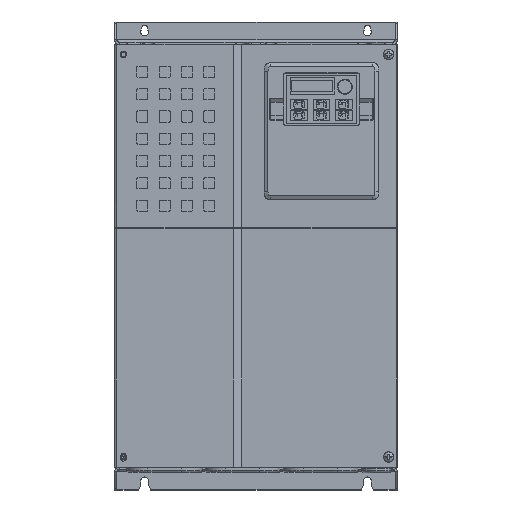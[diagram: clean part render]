
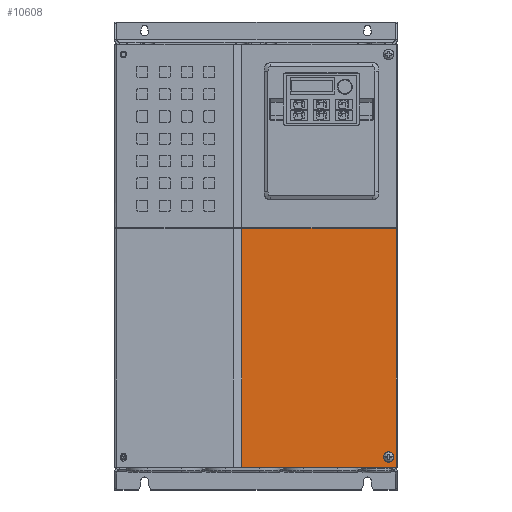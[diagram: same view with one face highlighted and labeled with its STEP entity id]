
A CAD part, top view. The second image highlights one B-rep face of the part: STEP entity #10608.
In plain terms, the highlighted planar face has unit normal (0, 0, -1).
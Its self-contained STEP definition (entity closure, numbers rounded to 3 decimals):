
#506=FACE_BOUND('',#17962,.T.);
#5088=B_SPLINE_CURVE_WITH_KNOTS('',1,(#98796,#98797),.UNSPECIFIED.,.F.,
 .F.,(2,2),(-214.5,0.),.UNSPECIFIED.);
#5091=B_SPLINE_CURVE_WITH_KNOTS('',1,(#98802,#98803),.UNSPECIFIED.,.F.,
 .F.,(2,2),(0.,138.824),.UNSPECIFIED.);
#5092=B_SPLINE_CURVE_WITH_KNOTS('',1,(#98804,#98805),.UNSPECIFIED.,.F.,
 .F.,(2,2),(0.,214.5),.UNSPECIFIED.);
#5093=B_SPLINE_CURVE_WITH_KNOTS('',1,(#98806,#98807),.UNSPECIFIED.,.F.,
 .F.,(2,2),(0.,138.824),.UNSPECIFIED.);
#10608=ADVANCED_FACE('',(#14056,#506),#57552,.T.);
#14056=FACE_OUTER_BOUND('',#17961,.T.);
#17961=EDGE_LOOP('',(#30950,#30951,#30952,#30953));
#17962=EDGE_LOOP('',(#30954,#30955));
#30950=ORIENTED_EDGE('',*,*,#44071,.T.);
#30951=ORIENTED_EDGE('',*,*,#44074,.T.);
#30952=ORIENTED_EDGE('',*,*,#44075,.T.);
#30953=ORIENTED_EDGE('',*,*,#44076,.T.);
#30954=ORIENTED_EDGE('',*,*,#44271,.T.);
#30955=ORIENTED_EDGE('',*,*,#44266,.T.);
#44071=EDGE_CURVE('',#54680,#54677,#5088,.T.);
#44074=EDGE_CURVE('',#54677,#54682,#5091,.T.);
#44075=EDGE_CURVE('',#54682,#54683,#5092,.T.);
#44076=EDGE_CURVE('',#54683,#54680,#5093,.T.);
#44266=EDGE_CURVE('',#54684,#54685,#49288,.T.);
#44271=EDGE_CURVE('',#54685,#54684,#49293,.T.);
#49288=(
BOUNDED_CURVE()
B_SPLINE_CURVE(2,(#99306,#99307,#99308,#99309,#99310),.UNSPECIFIED.,.F.,
 .F.)
B_SPLINE_CURVE_WITH_KNOTS((3,2,3),(-14.197,-7.099,
0.),.UNSPECIFIED.)
CURVE()
GEOMETRIC_REPRESENTATION_ITEM()
RATIONAL_B_SPLINE_CURVE((1.,0.707,1.,0.707,1.))
REPRESENTATION_ITEM('')
);
#49293=(
BOUNDED_CURVE()
B_SPLINE_CURVE(2,(#99327,#99328,#99329,#99330,#99331),.UNSPECIFIED.,.F.,
 .F.)
B_SPLINE_CURVE_WITH_KNOTS((3,2,3),(-14.197,-7.099,
0.),.UNSPECIFIED.)
CURVE()
GEOMETRIC_REPRESENTATION_ITEM()
RATIONAL_B_SPLINE_CURVE((1.,0.707,1.,0.707,1.))
REPRESENTATION_ITEM('')
);
#54677=VERTEX_POINT('',#79549);
#54680=VERTEX_POINT('',#79552);
#54682=VERTEX_POINT('',#79554);
#54683=VERTEX_POINT('',#79555);
#54684=VERTEX_POINT('',#79556);
#54685=VERTEX_POINT('',#79557);
#57552=PLANE('',#60329);
#60329=AXIS2_PLACEMENT_3D('',#72138,#63504,$);
#63504=DIRECTION('',(0.,0.,-1.));
#72138=CARTESIAN_POINT('',(-26.887,-211.631,195.784));
#79549=CARTESIAN_POINT('',(-12.824,24.5,195.784));
#79552=CARTESIAN_POINT('',(-12.824,-190.,195.784));
#79554=CARTESIAN_POINT('',(126.,24.5,195.784));
#79555=CARTESIAN_POINT('',(126.,-190.,195.784));
#79556=CARTESIAN_POINT('',(123.519,-180.7,195.784));
#79557=CARTESIAN_POINT('',(114.481,-180.7,195.784));
#98796=CARTESIAN_POINT('',(-12.824,-190.,195.784));
#98797=CARTESIAN_POINT('',(-12.824,24.5,195.784));
#98802=CARTESIAN_POINT('',(-12.824,24.5,195.784));
#98803=CARTESIAN_POINT('',(126.,24.5,195.784));
#98804=CARTESIAN_POINT('',(126.,24.5,195.784));
#98805=CARTESIAN_POINT('',(126.,-190.,195.784));
#98806=CARTESIAN_POINT('',(126.,-190.,195.784));
#98807=CARTESIAN_POINT('',(-12.824,-190.,195.784));
#99306=CARTESIAN_POINT('',(123.519,-180.7,195.784));
#99307=CARTESIAN_POINT('',(123.519,-176.181,195.784));
#99308=CARTESIAN_POINT('',(119.,-176.181,195.784));
#99309=CARTESIAN_POINT('',(114.481,-176.181,195.784));
#99310=CARTESIAN_POINT('',(114.481,-180.7,195.784));
#99327=CARTESIAN_POINT('',(114.481,-180.7,195.784));
#99328=CARTESIAN_POINT('',(114.481,-185.219,195.784));
#99329=CARTESIAN_POINT('',(119.,-185.219,195.784));
#99330=CARTESIAN_POINT('',(123.519,-185.219,195.784));
#99331=CARTESIAN_POINT('',(123.519,-180.7,195.784));
